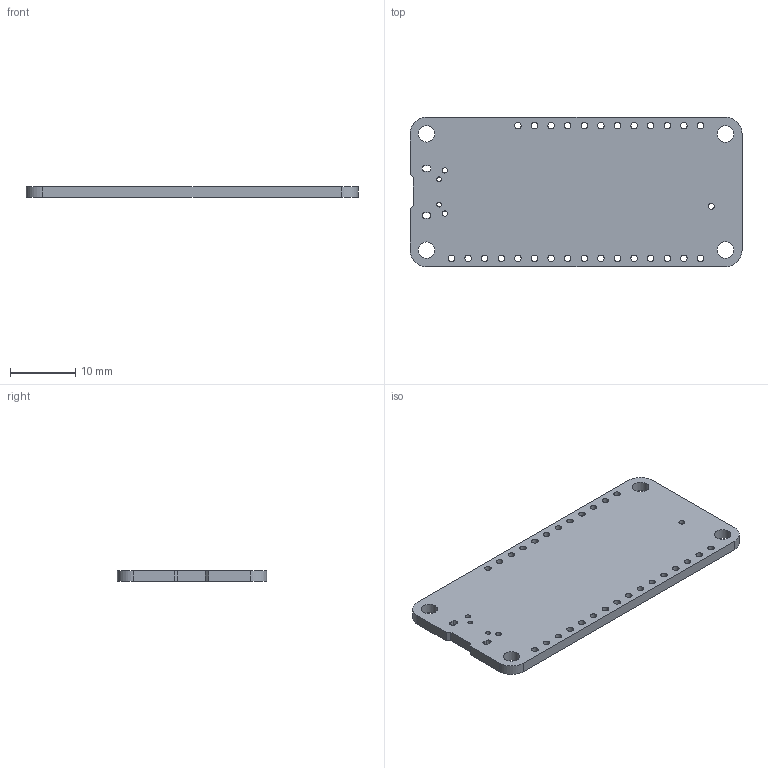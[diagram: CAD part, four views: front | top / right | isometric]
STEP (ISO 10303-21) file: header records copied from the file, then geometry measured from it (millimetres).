
FILE_DESCRIPTION(('KiCad electronic assembly'),'2;1');
FILE_NAME('kicadBoard.step','2022-11-05T02:51:13',('Pcbnew'),('Kicad'), 'Open CASCADE STEP processor 7.6','KiCad to STEP converter','Unknown' );
FILE_SCHEMA(('AUTOMOTIVE_DESIGN { 1 0 10303 214 1 1 1 1 }'));
Length unit declared in the file: millimetre
Products named in the file (2): kicadBoard 1; _autosave-kicadBoard PCB
Assembly tree (1 placements, depth 2):
  kicadBoard 1
    _autosave-kicadBoard PCB
Bounding box: 50.8 x 22.86 x 1.6 mm (x, y, z)
Volume: 1771.1 mm3; surface area: 2666.3 mm2
Topology: 1 solids, 1 shells, 69 faces, 201 edges, 134 vertices
Faces by surface type: cylinder 49, plane 20
Full cylindrical faces by diameter (mm): 0.7 x2, 0.8 x2, 0.9 x1, 1 x28, 2.5 x2, 2.54 x2
Entity records: 5141 total; most frequent: DIRECTION 835, CARTESIAN_POINT 816, ORIENTED_EDGE 402, PCURVE 402, DEFINITIONAL_REPRESENTATION 402, LINE 399, VECTOR 399, EDGE_CURVE 201
